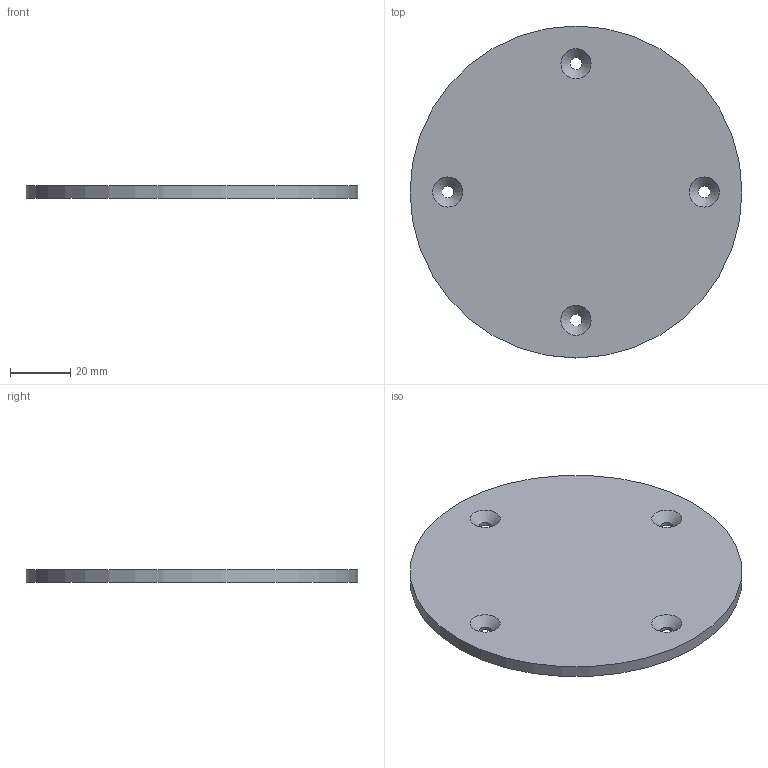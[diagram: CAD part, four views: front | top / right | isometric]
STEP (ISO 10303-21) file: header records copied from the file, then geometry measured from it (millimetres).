
FILE_DESCRIPTION(('FreeCAD Model'),'2;1');
FILE_NAME('TWYokePlate.step','2017-09-02T12:16:46',('Author'),(''), 'Open CASCADE STEP processor 6.8','FreeCAD','Unknown');
FILE_SCHEMA(('AUTOMOTIVE_DESIGN_CC2 { 1 2 10303 214 -1 1 5 4 }'));
Length unit declared in the file: millimetre
Products named in the file (1): Chamfer003
Bounding box: 110 x 110 x 4 mm (x, y, z)
Volume: 37472.9 mm3; surface area: 20448 mm2
Topology: 1 solids, 1 shells, 11 faces, 23 edges, 14 vertices
Faces by surface type: cylinder 5, cone 4, plane 2
Full cylindrical faces by diameter (mm): 4 x4, 110 x1
Entity records: 633 total; most frequent: CARTESIAN_POINT 115, DIRECTION 97, ORIENTED_EDGE 46, PCURVE 46, DEFINITIONAL_REPRESENTATION 46, LINE 37, VECTOR 37, AXIS2_PLACEMENT_3D 26
